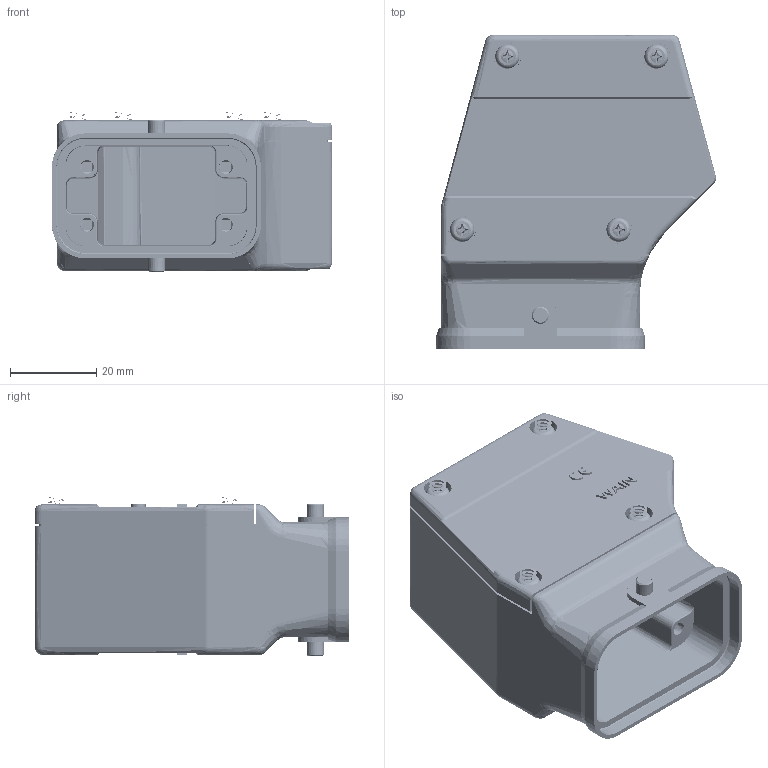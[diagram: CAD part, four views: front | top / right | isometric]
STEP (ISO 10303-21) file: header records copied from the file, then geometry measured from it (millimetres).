
FILE_DESCRIPTION(/* description */ (''),/* implementation_level */ '2;1');
FILE_NAME(/* name */ '3D_1300085105103_HC-SEHS-2B-M25_V1.0_stp.stp',/* time_stamp */ '2023-12-07T15:48:22+08:00',/* author */ (''),/* organization */ (''),/* preprocessor_version */ 'ST-DEVELOPER v18.1',/* originating_system */ 'SIEMENS PLM Software NX 1980',/* authorisation */ '');
FILE_SCHEMA (('AUTOMOTIVE_DESIGN { 1 0 10303 214 3 1 1 1 }'));
Products named in the file (1): 13912D58BF1Ba1vw
Bounding box: 64.99 x 73 x 37.2 mm (x, y, z)
Surface area: 33028.3 mm2 (no closed solid volume)
Topology: 0 solids, 1272 shells, 1284 faces, 7219 edges, 7179 vertices
Faces by surface type: bspline 738, plane 463, torus 50, sphere 28, cylinder 5
Entity records: 153173 total; most frequent: CARTESIAN_POINT 103141, ORIENTED_EDGE 7215, EDGE_CURVE 7191, VERTEX_POINT 7179, B_SPLINE_CURVE_WITH_KNOTS 5689, DIRECTION 2586, LINE 1430, VECTOR 1430
